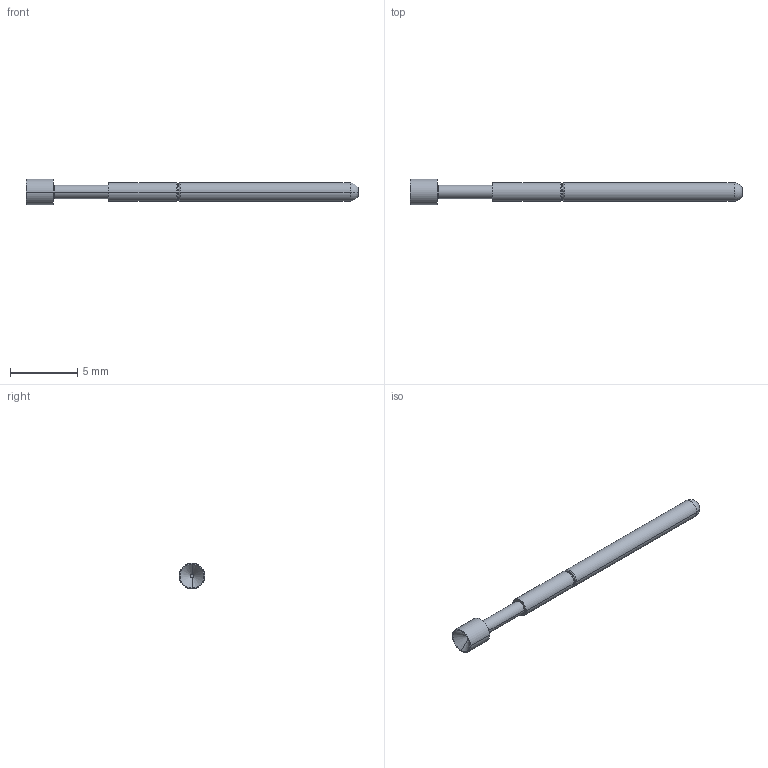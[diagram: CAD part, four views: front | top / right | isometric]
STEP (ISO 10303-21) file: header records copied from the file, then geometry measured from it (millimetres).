
FILE_DESCRIPTION (( 'STEP AP214' ), '1' );
FILE_NAME ('100-PL1602.STEP', '2022-01-12T23:04:06', ( '' ), ( '' ), 'SwSTEP 2.0', 'SolidWorks 2020', '' );
FILE_SCHEMA (( 'AUTOMOTIVE_DESIGN' ));
Length unit declared in the file: inch
Products named in the file (1): 100-PL1602
Bounding box: 24.64 x 1.91 x 1.91 mm (x, y, z)
Volume: 35.3 mm3; surface area: 111.9 mm2
Topology: 1 solids, 1 shells, 36 faces, 80 edges, 48 vertices
Faces by surface type: cylinder 10, cone 10, torus 8, plane 6, sphere 2
Entity records: 1492 total; most frequent: DIRECTION 206, CARTESIAN_POINT 159, ORIENTED_EDGE 152, AXIS2_PLACEMENT_3D 93, EDGE_CURVE 76, CIRCLE 56, VERTEX_POINT 46, EDGE_LOOP 40
